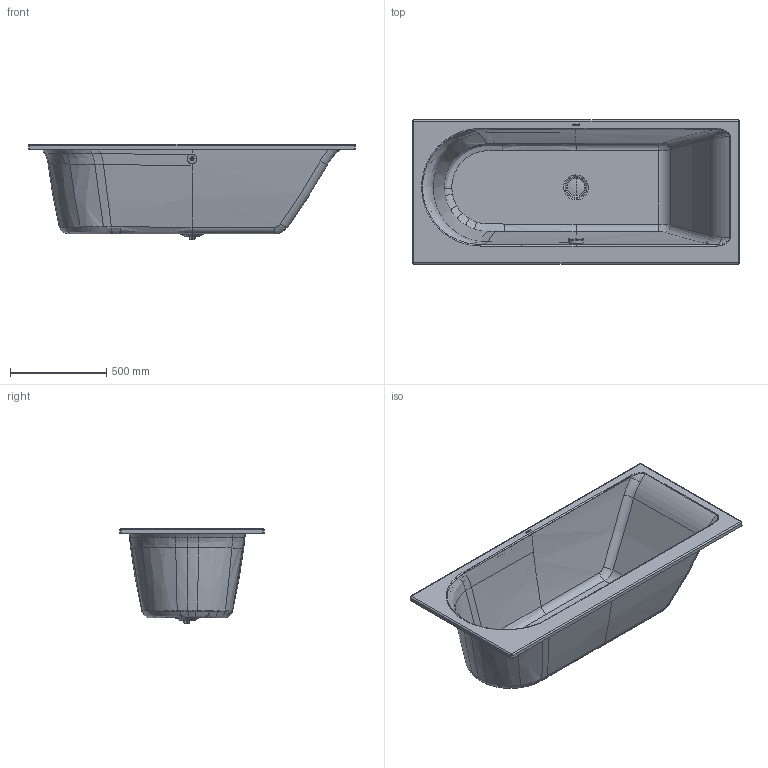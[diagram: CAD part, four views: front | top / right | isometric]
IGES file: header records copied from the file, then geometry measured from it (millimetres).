
Global section: file name: No Iges File Name specified; native system: Autodesk Inventor 2011; preprocessor: AutoDesk Inventor Iges Exporter R2011; author: Administrator; date: 20110518.203139; units: millimetre
Bounding box: 1700.11 x 750.25 x 494.82 mm (x, y, z)
Volume: 13083503.9 mm3; surface area: 5267794.1 mm2
Topology: 4 solids, 4 shells, 487 faces, 1391 edges, 915 vertices
Faces by surface type: plane 251, bspline 150, revolution 34, cylinder 34, torus 10, cone 4, sphere 4
